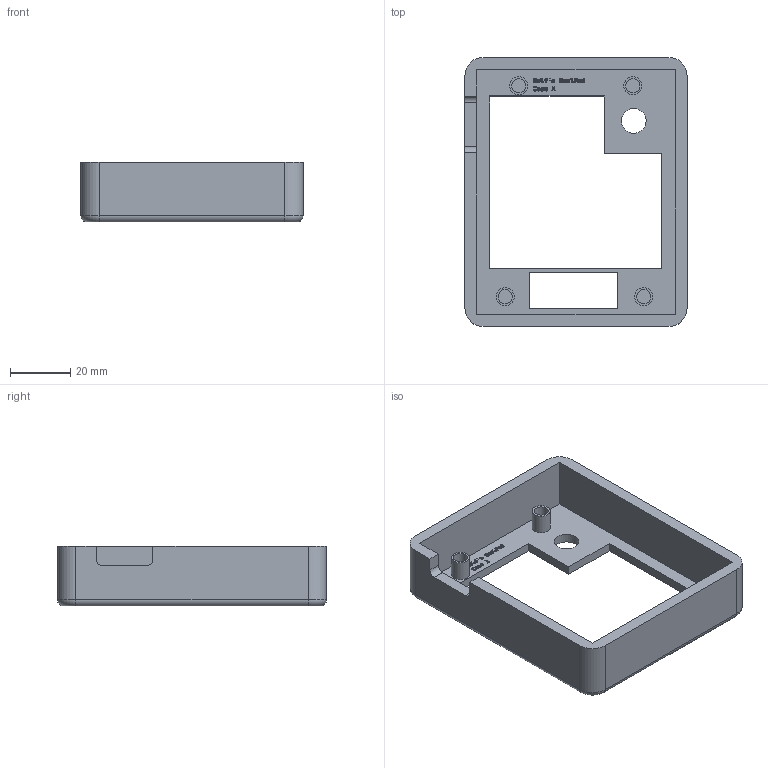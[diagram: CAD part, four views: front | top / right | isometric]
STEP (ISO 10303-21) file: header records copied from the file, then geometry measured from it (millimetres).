
FILE_DESCRIPTION(/* description */ (''),/* implementation_level */ '2;1');
FILE_NAME(/* name */ 'top.step',/* time_stamp */ '2025-06-28T21:42:14+08:00',/* author */ (''),/* organization */ (''),/* preprocessor_version */ 'ST-DEVELOPER v20.1',/* originating_system */ 'Autodesk Translation Framework v14.10.0.0',/* authorisation */ '');
FILE_SCHEMA (('AUTOMOTIVE_DESIGN { 1 0 10303 214 3 1 1 }'));
Length unit declared in the file: millimetre
Products named in the file (1): 2025-06-28-21-42-14-525
Bounding box: 73.75 x 89.25 x 19.9 mm (x, y, z)
Volume: 29868.8 mm3; surface area: 19072.8 mm2
Topology: 1 solids, 1 shells, 490 faces, 1354 edges, 900 vertices
Faces by surface type: bspline 265, plane 202, cylinder 19, torus 4
Full cylindrical faces by diameter (mm): 4.7 x4, 6 x4, 8.2 x1
Entity records: 18013 total; most frequent: CARTESIAN_POINT 7254, ORIENTED_EDGE 2708, EDGE_CURVE 1354, DIRECTION 1317, VERTEX_POINT 900, LINE 781, VECTOR 781, B_SPLINE_CURVE_WITH_KNOTS 531
